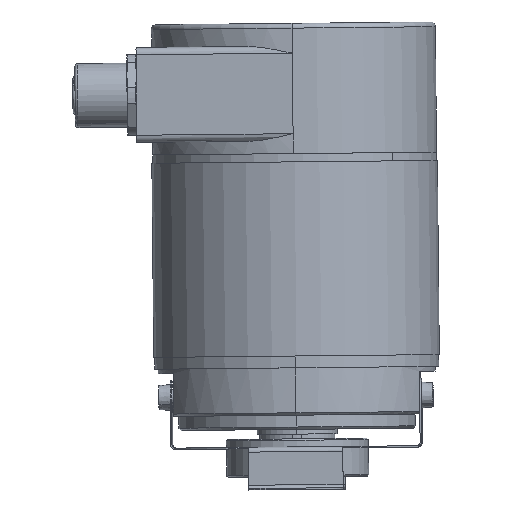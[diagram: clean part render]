
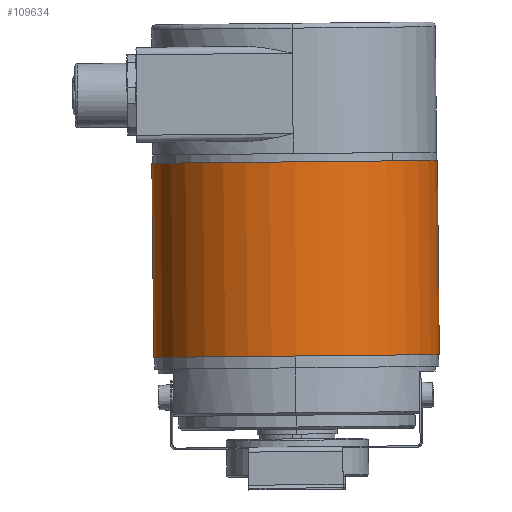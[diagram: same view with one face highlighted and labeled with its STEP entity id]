
A CAD part, front view. The second image highlights one B-rep face of the part: STEP entity #109634.
In plain terms, the highlighted cylindrical face has radius 30.15 mm (diameter 60.3 mm), a partial arc.
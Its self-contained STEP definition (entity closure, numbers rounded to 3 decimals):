
#1300 = EDGE_CURVE ( 'NONE', #106590, #105648, #52830, .T. ) ;
#1462 = DIRECTION ( 'NONE',  ( 0.01, 0., -1. ) ) ;
#9328 = AXIS2_PLACEMENT_3D ( 'NONE', #32942, #91558, #83292 ) ;
#11986 = CARTESIAN_POINT ( 'NONE',  ( -0.408, 19.5, 40.998 ) ) ;
#14201 = CARTESIAN_POINT ( 'NONE',  ( 30.149, 19.5, 0.3 ) ) ;
#15939 = CYLINDRICAL_SURFACE ( 'NONE', #29843, 30.15 ) ;
#20045 = CARTESIAN_POINT ( 'NONE',  ( -30.149, 19.5, -0.3 ) ) ;
#20639 = DIRECTION ( 'NONE',  ( 0.01, 0., -1. ) ) ;
#29843 = AXIS2_PLACEMENT_3D ( 'NONE', #11986, #1462, #85686 ) ;
#31664 = CIRCLE ( 'NONE', #86367, 30.15 ) ;
#32942 = CARTESIAN_POINT ( 'NONE',  ( -0.408, 19.5, 40.998 ) ) ;
#34852 = VECTOR ( 'NONE', #54128, 1000. ) ;
#43318 = CARTESIAN_POINT ( 'NONE',  ( 29.74, 19.5, 41.298 ) ) ;
#49357 = DIRECTION ( 'NONE',  ( -0.01, 0., 1. ) ) ;
#51131 = ORIENTED_EDGE ( 'NONE', *, *, #95721, .F. ) ;
#52830 = LINE ( 'NONE', #96514, #80257 ) ;
#54128 = DIRECTION ( 'NONE',  ( 0.01, 0., -1. ) ) ;
#55366 = CIRCLE ( 'NONE', #9328, 30.15 ) ;
#61089 = VERTEX_POINT ( 'NONE', #66833 ) ;
#61331 = LINE ( 'NONE', #77405, #34852 ) ;
#66833 = CARTESIAN_POINT ( 'NONE',  ( -30.557, 19.5, 40.698 ) ) ;
#76146 = ORIENTED_EDGE ( 'NONE', *, *, #101531, .T. ) ;
#77405 = CARTESIAN_POINT ( 'NONE',  ( -30.557, 19.5, 40.698 ) ) ;
#80257 = VECTOR ( 'NONE', #20639, 1000. ) ;
#82606 = ORIENTED_EDGE ( 'NONE', *, *, #85840, .T. ) ;
#83178 = DIRECTION ( 'NONE',  ( 1., 0., 0.01 ) ) ;
#83292 = DIRECTION ( 'NONE',  ( 1., 0., 0.01 ) ) ;
#85686 = DIRECTION ( 'NONE',  ( -1., 0., -0.01 ) ) ;
#85840 = EDGE_CURVE ( 'NONE', #97151, #105648, #31664, .T. ) ;
#86367 = AXIS2_PLACEMENT_3D ( 'NONE', #100305, #49357, #83178 ) ;
#88712 = ORIENTED_EDGE ( 'NONE', *, *, #1300, .F. ) ;
#91558 = DIRECTION ( 'NONE',  ( -0.01, 0., 1. ) ) ;
#91795 = FACE_OUTER_BOUND ( 'NONE', #100474, .T. ) ;
#95721 = EDGE_CURVE ( 'NONE', #61089, #106590, #55366, .T. ) ;
#96514 = CARTESIAN_POINT ( 'NONE',  ( 29.74, 19.5, 41.298 ) ) ;
#97151 = VERTEX_POINT ( 'NONE', #20045 ) ;
#100305 = CARTESIAN_POINT ( 'NONE',  ( 0., 19.5, 0. ) ) ;
#100474 = EDGE_LOOP ( 'NONE', ( #88712, #51131, #76146, #82606 ) ) ;
#101531 = EDGE_CURVE ( 'NONE', #61089, #97151, #61331, .T. ) ;
#105648 = VERTEX_POINT ( 'NONE', #14201 ) ;
#106590 = VERTEX_POINT ( 'NONE', #43318 ) ;
#109634 = ADVANCED_FACE ( 'NONE', ( #91795 ), #15939, .T. ) ;
